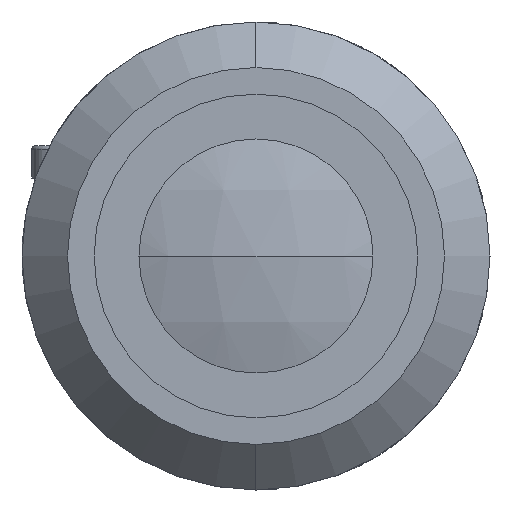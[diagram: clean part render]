
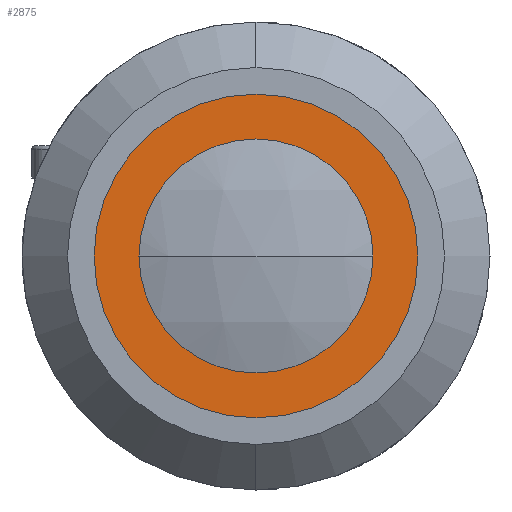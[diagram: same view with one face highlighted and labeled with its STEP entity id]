
A CAD part, left-side view. The second image highlights one B-rep face of the part: STEP entity #2875.
In plain terms, the highlighted planar face has unit normal (-1, 0, 0).
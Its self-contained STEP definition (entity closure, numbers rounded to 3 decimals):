
#255 = EDGE_CURVE ( 'NONE', #3361, #414, #3007, .T. ) ;
#278 = CARTESIAN_POINT ( 'NONE',  ( 3.5, 0., -9. ) ) ;
#414 = VERTEX_POINT ( 'NONE', #628 ) ;
#487 = CARTESIAN_POINT ( 'NONE',  ( 3.5, 0., 0. ) ) ;
#621 = DIRECTION ( 'NONE',  ( -1., 0., 0. ) ) ;
#623 = EDGE_CURVE ( 'NONE', #3141, #773, #2383, .T. ) ;
#628 = CARTESIAN_POINT ( 'NONE',  ( 3.5, 0., 9. ) ) ;
#650 = EDGE_CURVE ( 'NONE', #414, #3361, #2184, .T. ) ;
#711 = DIRECTION ( 'NONE',  ( 1., 0., 0. ) ) ;
#765 = DIRECTION ( 'NONE',  ( -1., 0., 0. ) ) ;
#770 = EDGE_CURVE ( 'NONE', #773, #3141, #2051, .T. ) ;
#773 = VERTEX_POINT ( 'NONE', #2729 ) ;
#774 = DIRECTION ( 'NONE',  ( 0., 0., 1. ) ) ;
#785 = DIRECTION ( 'NONE',  ( -1., 0., 0. ) ) ;
#1346 = EDGE_LOOP ( 'NONE', ( #2177, #2182 ) ) ;
#1518 = PLANE ( 'NONE',  #3133 ) ;
#1522 = AXIS2_PLACEMENT_3D ( 'NONE', #2225, #621, #2483 ) ;
#1783 = CARTESIAN_POINT ( 'NONE',  ( 3.5, 13.2, 0. ) ) ;
#1789 = AXIS2_PLACEMENT_3D ( 'NONE', #2378, #785, #2635 ) ;
#1846 = AXIS2_PLACEMENT_3D ( 'NONE', #487, #2367, #774 ) ;
#1906 = CARTESIAN_POINT ( 'NONE',  ( 3.5, 0., 13.2 ) ) ;
#2051 = CIRCLE ( 'NONE', #1522, 13.2 ) ;
#2064 = EDGE_LOOP ( 'NONE', ( #2226, #2230 ) ) ;
#2177 = ORIENTED_EDGE ( 'NONE', *, *, #650, .F. ) ;
#2182 = ORIENTED_EDGE ( 'NONE', *, *, #255, .F. ) ;
#2184 = CIRCLE ( 'NONE', #1789, 9. ) ;
#2225 = CARTESIAN_POINT ( 'NONE',  ( 3.5, 0., 0. ) ) ;
#2226 = ORIENTED_EDGE ( 'NONE', *, *, #623, .T. ) ;
#2230 = ORIENTED_EDGE ( 'NONE', *, *, #770, .T. ) ;
#2359 = CARTESIAN_POINT ( 'NONE',  ( 3.5, 0., 0. ) ) ;
#2367 = DIRECTION ( 'NONE',  ( -1., 0., 0. ) ) ;
#2378 = CARTESIAN_POINT ( 'NONE',  ( 3.5, 0., 0. ) ) ;
#2383 = CIRCLE ( 'NONE', #1846, 13.2 ) ;
#2455 = FACE_BOUND ( 'NONE', #1346, .T. ) ;
#2483 = DIRECTION ( 'NONE',  ( 0., 0., 1. ) ) ;
#2485 = FACE_OUTER_BOUND ( 'NONE', #2064, .T. ) ;
#2553 = AXIS2_PLACEMENT_3D ( 'NONE', #2359, #765, #2620 ) ;
#2569 = DIRECTION ( 'NONE',  ( 0., 0., -1. ) ) ;
#2620 = DIRECTION ( 'NONE',  ( 0., 0., 1. ) ) ;
#2635 = DIRECTION ( 'NONE',  ( 0., 0., 1. ) ) ;
#2729 = CARTESIAN_POINT ( 'NONE',  ( 3.5, 0., -13.2 ) ) ;
#2875 = ADVANCED_FACE ( 'NONE', ( #2455, #2485 ), #1518, .F. ) ;
#3007 = CIRCLE ( 'NONE', #2553, 9. ) ;
#3133 = AXIS2_PLACEMENT_3D ( 'NONE', #1783, #711, #2569 ) ;
#3141 = VERTEX_POINT ( 'NONE', #1906 ) ;
#3361 = VERTEX_POINT ( 'NONE', #278 ) ;
